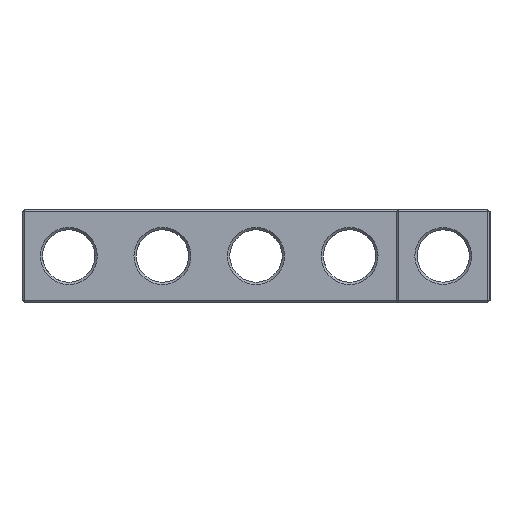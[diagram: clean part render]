
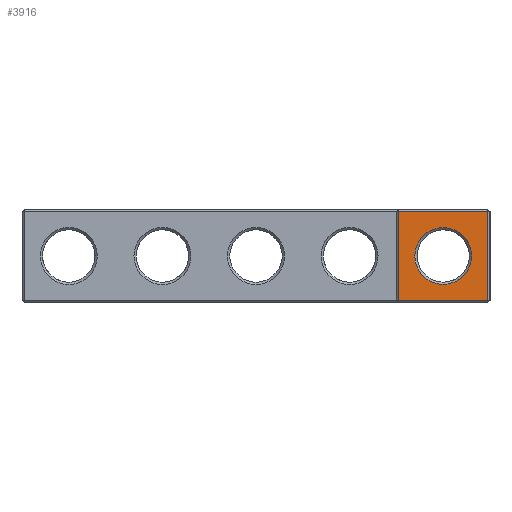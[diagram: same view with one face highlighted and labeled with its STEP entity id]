
A CAD part, left-side view. The second image highlights one B-rep face of the part: STEP entity #3916.
In plain terms, the highlighted planar face has unit normal (-1, 0, 0).
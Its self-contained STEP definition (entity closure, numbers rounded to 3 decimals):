
#326 = PLANE('',#327);
#327 = AXIS2_PLACEMENT_3D('',#328,#329,#330);
#328 = CARTESIAN_POINT('',(-68.6,6.1,0.));
#329 = DIRECTION('',(0.707,-0.707,0.)
  );
#330 = DIRECTION('',(0.,0.,-1.));
#1089 = VERTEX_POINT('',#1090);
#1090 = CARTESIAN_POINT('',(-68.75,5.95,0.3));
#1111 = EDGE_CURVE('',#1089,#1112,#1114,.T.);
#1112 = VERTEX_POINT('',#1113);
#1113 = CARTESIAN_POINT('',(-68.75,5.95,12.2));
#1114 = SURFACE_CURVE('',#1115,(#1119,#1126),.PCURVE_S1.);
#1115 = LINE('',#1116,#1117);
#1116 = CARTESIAN_POINT('',(-68.75,5.95,0.));
#1117 = VECTOR('',#1118,1.);
#1118 = DIRECTION('',(0.,0.,1.));
#1119 = PCURVE('',#326,#1120);
#1120 = DEFINITIONAL_REPRESENTATION('',(#1121),#1125);
#1121 = LINE('',#1122,#1123);
#1122 = CARTESIAN_POINT('',(0.,-0.212));
#1123 = VECTOR('',#1124,1.);
#1124 = DIRECTION('',(-1.,0.));
#1125 = ( GEOMETRIC_REPRESENTATION_CONTEXT(2) 
PARAMETRIC_REPRESENTATION_CONTEXT() REPRESENTATION_CONTEXT('2D SPACE',''
  ) );
#1126 = PCURVE('',#1127,#1132);
#1127 = PLANE('',#1128);
#1128 = AXIS2_PLACEMENT_3D('',#1129,#1130,#1131);
#1129 = CARTESIAN_POINT('',(-68.75,6.25,0.));
#1130 = DIRECTION('',(1.,0.,0.));
#1131 = DIRECTION('',(0.,-1.,0.));
#1132 = DEFINITIONAL_REPRESENTATION('',(#1133),#1137);
#1133 = LINE('',#1134,#1135);
#1134 = CARTESIAN_POINT('',(0.3,0.));
#1135 = VECTOR('',#1136,1.);
#1136 = DIRECTION('',(0.,-1.));
#1137 = ( GEOMETRIC_REPRESENTATION_CONTEXT(2) 
PARAMETRIC_REPRESENTATION_CONTEXT() REPRESENTATION_CONTEXT('2D SPACE',''
  ) );
#1483 = PLANE('',#1484);
#1484 = AXIS2_PLACEMENT_3D('',#1485,#1486,#1487);
#1485 = CARTESIAN_POINT('',(-68.6,6.25,0.15));
#1486 = DIRECTION('',(0.707,0.,0.707)
  );
#1487 = DIRECTION('',(0.,-1.,0.));
#2173 = PLANE('',#2174);
#2174 = AXIS2_PLACEMENT_3D('',#2175,#2176,#2177);
#2175 = CARTESIAN_POINT('',(-68.6,6.25,12.35));
#2176 = DIRECTION('',(-0.707,0.,0.707
    ));
#2177 = DIRECTION('',(0.,-1.,0.));
#3916 = ADVANCED_FACE('',(#3917,#3992),#1127,.F.);
#3917 = FACE_BOUND('',#3918,.F.);
#3918 = EDGE_LOOP('',(#3919,#3949,#3970,#3971));
#3919 = ORIENTED_EDGE('',*,*,#3920,.F.);
#3920 = EDGE_CURVE('',#3921,#3923,#3925,.T.);
#3921 = VERTEX_POINT('',#3922);
#3922 = CARTESIAN_POINT('',(-68.75,-5.95,0.3));
#3923 = VERTEX_POINT('',#3924);
#3924 = CARTESIAN_POINT('',(-68.75,-5.95,12.2));
#3925 = SURFACE_CURVE('',#3926,(#3930,#3937),.PCURVE_S1.);
#3926 = LINE('',#3927,#3928);
#3927 = CARTESIAN_POINT('',(-68.75,-5.95,0.));
#3928 = VECTOR('',#3929,1.);
#3929 = DIRECTION('',(0.,0.,1.));
#3930 = PCURVE('',#1127,#3931);
#3931 = DEFINITIONAL_REPRESENTATION('',(#3932),#3936);
#3932 = LINE('',#3933,#3934);
#3933 = CARTESIAN_POINT('',(12.2,0.));
#3934 = VECTOR('',#3935,1.);
#3935 = DIRECTION('',(0.,-1.));
#3936 = ( GEOMETRIC_REPRESENTATION_CONTEXT(2) 
PARAMETRIC_REPRESENTATION_CONTEXT() REPRESENTATION_CONTEXT('2D SPACE',''
  ) );
#3937 = PCURVE('',#3938,#3943);
#3938 = PLANE('',#3939);
#3939 = AXIS2_PLACEMENT_3D('',#3940,#3941,#3942);
#3940 = CARTESIAN_POINT('',(-68.6,-6.1,0.));
#3941 = DIRECTION('',(-0.707,-0.707,0.
    ));
#3942 = DIRECTION('',(0.,0.,1.));
#3943 = DEFINITIONAL_REPRESENTATION('',(#3944),#3948);
#3944 = LINE('',#3945,#3946);
#3945 = CARTESIAN_POINT('',(0.,0.212));
#3946 = VECTOR('',#3947,1.);
#3947 = DIRECTION('',(1.,0.));
#3948 = ( GEOMETRIC_REPRESENTATION_CONTEXT(2) 
PARAMETRIC_REPRESENTATION_CONTEXT() REPRESENTATION_CONTEXT('2D SPACE',''
  ) );
#3949 = ORIENTED_EDGE('',*,*,#3950,.F.);
#3950 = EDGE_CURVE('',#1089,#3921,#3951,.T.);
#3951 = SURFACE_CURVE('',#3952,(#3956,#3963),.PCURVE_S1.);
#3952 = LINE('',#3953,#3954);
#3953 = CARTESIAN_POINT('',(-68.75,6.25,0.3));
#3954 = VECTOR('',#3955,1.);
#3955 = DIRECTION('',(0.,-1.,0.));
#3956 = PCURVE('',#1127,#3957);
#3957 = DEFINITIONAL_REPRESENTATION('',(#3958),#3962);
#3958 = LINE('',#3959,#3960);
#3959 = CARTESIAN_POINT('',(0.,-0.3));
#3960 = VECTOR('',#3961,1.);
#3961 = DIRECTION('',(1.,0.));
#3962 = ( GEOMETRIC_REPRESENTATION_CONTEXT(2) 
PARAMETRIC_REPRESENTATION_CONTEXT() REPRESENTATION_CONTEXT('2D SPACE',''
  ) );
#3963 = PCURVE('',#1483,#3964);
#3964 = DEFINITIONAL_REPRESENTATION('',(#3965),#3969);
#3965 = LINE('',#3966,#3967);
#3966 = CARTESIAN_POINT('',(0.,-0.212));
#3967 = VECTOR('',#3968,1.);
#3968 = DIRECTION('',(1.,0.));
#3969 = ( GEOMETRIC_REPRESENTATION_CONTEXT(2) 
PARAMETRIC_REPRESENTATION_CONTEXT() REPRESENTATION_CONTEXT('2D SPACE',''
  ) );
#3970 = ORIENTED_EDGE('',*,*,#1111,.T.);
#3971 = ORIENTED_EDGE('',*,*,#3972,.T.);
#3972 = EDGE_CURVE('',#1112,#3923,#3973,.T.);
#3973 = SURFACE_CURVE('',#3974,(#3978,#3985),.PCURVE_S1.);
#3974 = LINE('',#3975,#3976);
#3975 = CARTESIAN_POINT('',(-68.75,6.25,12.2));
#3976 = VECTOR('',#3977,1.);
#3977 = DIRECTION('',(0.,-1.,0.));
#3978 = PCURVE('',#1127,#3979);
#3979 = DEFINITIONAL_REPRESENTATION('',(#3980),#3984);
#3980 = LINE('',#3981,#3982);
#3981 = CARTESIAN_POINT('',(0.,-12.2));
#3982 = VECTOR('',#3983,1.);
#3983 = DIRECTION('',(1.,0.));
#3984 = ( GEOMETRIC_REPRESENTATION_CONTEXT(2) 
PARAMETRIC_REPRESENTATION_CONTEXT() REPRESENTATION_CONTEXT('2D SPACE',''
  ) );
#3985 = PCURVE('',#2173,#3986);
#3986 = DEFINITIONAL_REPRESENTATION('',(#3987),#3991);
#3987 = LINE('',#3988,#3989);
#3988 = CARTESIAN_POINT('',(0.,-0.212));
#3989 = VECTOR('',#3990,1.);
#3990 = DIRECTION('',(1.,0.));
#3991 = ( GEOMETRIC_REPRESENTATION_CONTEXT(2) 
PARAMETRIC_REPRESENTATION_CONTEXT() REPRESENTATION_CONTEXT('2D SPACE',''
  ) );
#3992 = FACE_BOUND('',#3993,.F.);
#3993 = EDGE_LOOP('',(#3994));
#3994 = ORIENTED_EDGE('',*,*,#3995,.T.);
#3995 = EDGE_CURVE('',#3996,#3996,#3998,.T.);
#3996 = VERTEX_POINT('',#3997);
#3997 = CARTESIAN_POINT('',(-68.75,0.,10.04));
#3998 = SURFACE_CURVE('',#3999,(#4004,#4015),.PCURVE_S1.);
#3999 = CIRCLE('',#4000,3.79);
#4000 = AXIS2_PLACEMENT_3D('',#4001,#4002,#4003);
#4001 = CARTESIAN_POINT('',(-68.75,0.,6.25));
#4002 = DIRECTION('',(-1.,0.,0.));
#4003 = DIRECTION('',(0.,0.,1.));
#4004 = PCURVE('',#1127,#4005);
#4005 = DEFINITIONAL_REPRESENTATION('',(#4006),#4014);
#4006 = ( BOUNDED_CURVE() B_SPLINE_CURVE(2,(#4007,#4008,#4009,#4010,
#4011,#4012,#4013),.UNSPECIFIED.,.T.,.F.) B_SPLINE_CURVE_WITH_KNOTS((1,2
    ,2,2,2,1),(-2.094,0.,2.094,4.189,
6.283,8.378),.UNSPECIFIED.) CURVE() 
GEOMETRIC_REPRESENTATION_ITEM() RATIONAL_B_SPLINE_CURVE((1.,0.5,1.,0.5,
1.,0.5,1.)) REPRESENTATION_ITEM('') );
#4007 = CARTESIAN_POINT('',(6.25,-10.04));
#4008 = CARTESIAN_POINT('',(-0.314,-10.04));
#4009 = CARTESIAN_POINT('',(2.968,-4.355));
#4010 = CARTESIAN_POINT('',(6.25,1.33));
#4011 = CARTESIAN_POINT('',(9.532,-4.355));
#4012 = CARTESIAN_POINT('',(12.814,-10.04));
#4013 = CARTESIAN_POINT('',(6.25,-10.04));
#4014 = ( GEOMETRIC_REPRESENTATION_CONTEXT(2) 
PARAMETRIC_REPRESENTATION_CONTEXT() REPRESENTATION_CONTEXT('2D SPACE',''
  ) );
#4015 = PCURVE('',#4016,#4021);
#4016 = CONICAL_SURFACE('',#4017,3.49,0.785);
#4017 = AXIS2_PLACEMENT_3D('',#4018,#4019,#4020);
#4018 = CARTESIAN_POINT('',(-68.45,0.,6.25));
#4019 = DIRECTION('',(-1.,-0.,0.));
#4020 = DIRECTION('',(0.,0.,1.));
#4021 = DEFINITIONAL_REPRESENTATION('',(#4022),#4026);
#4022 = LINE('',#4023,#4024);
#4023 = CARTESIAN_POINT('',(0.,0.3));
#4024 = VECTOR('',#4025,1.);
#4025 = DIRECTION('',(1.,0.));
#4026 = ( GEOMETRIC_REPRESENTATION_CONTEXT(2) 
PARAMETRIC_REPRESENTATION_CONTEXT() REPRESENTATION_CONTEXT('2D SPACE',''
  ) );
